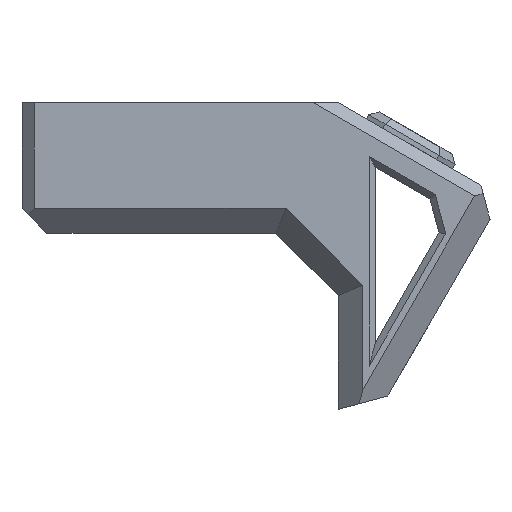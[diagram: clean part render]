
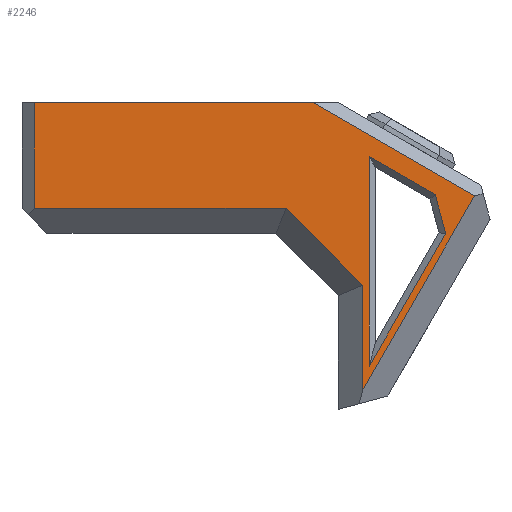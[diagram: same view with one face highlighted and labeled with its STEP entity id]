
A CAD part, left-side view. The second image highlights one B-rep face of the part: STEP entity #2246.
In plain terms, the highlighted planar face has unit normal (-1, 0, 0).
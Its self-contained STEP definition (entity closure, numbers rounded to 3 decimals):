
#99 = DIRECTION ( 'NONE',  ( 0., -1., 0. ) ) ;
#296 = VECTOR ( 'NONE', #2911, 1000. ) ;
#330 = ORIENTED_EDGE ( 'NONE', *, *, #5047, .T. ) ;
#448 = CARTESIAN_POINT ( 'NONE',  ( -42.25, -14.7, -10.172 ) ) ;
#464 = VERTEX_POINT ( 'NONE', #745 ) ;
#567 = CARTESIAN_POINT ( 'NONE',  ( -42.25, -15.2, -0.696 ) ) ;
#580 = EDGE_LOOP ( 'NONE', ( #5039, #6584, #5419, #7460, #1823, #6289, #6347 ) ) ;
#668 = EDGE_CURVE ( 'NONE', #7088, #4334, #4798, .T. ) ;
#705 = CARTESIAN_POINT ( 'NONE',  ( -42.25, -17.825, -13.124 ) ) ;
#745 = CARTESIAN_POINT ( 'NONE',  ( -42.25, -15.2, 0.17 ) ) ;
#748 = CARTESIAN_POINT ( 'NONE',  ( -42.25, 12.7, 4.5 ) ) ;
#870 = CARTESIAN_POINT ( 'NONE',  ( -42.25, -20.327, -2.79 ) ) ;
#973 = DIRECTION ( 'NONE',  ( 0., 0.5, -0.866 ) ) ;
#983 = LINE ( 'NONE', #6812, #4954 ) ;
#1089 = CARTESIAN_POINT ( 'NONE',  ( -42.25, -14.7, -18.536 ) ) ;
#1196 = DIRECTION ( 'NONE',  ( 0., -0.259, -0.966 ) ) ;
#1254 = EDGE_CURVE ( 'NONE', #7138, #1732, #2206, .T. ) ;
#1415 = CARTESIAN_POINT ( 'NONE',  ( -42.25, -16.133, -15.054 ) ) ;
#1493 = LINE ( 'NONE', #870, #6143 ) ;
#1732 = VERTEX_POINT ( 'NONE', #1089 ) ;
#1823 = ORIENTED_EDGE ( 'NONE', *, *, #3321, .T. ) ;
#1846 = CARTESIAN_POINT ( 'NONE',  ( -42.25, 12.7, -4. ) ) ;
#2036 = VERTEX_POINT ( 'NONE', #2645 ) ;
#2069 = VERTEX_POINT ( 'NONE', #5237 ) ;
#2158 = CARTESIAN_POINT ( 'NONE',  ( -42.25, 12.7, 4.5 ) ) ;
#2206 = LINE ( 'NONE', #4585, #2722 ) ;
#2246 = ADVANCED_FACE ( 'NONE', ( #4301, #6680 ), #3756, .F. ) ;
#2344 = VERTEX_POINT ( 'NONE', #3938 ) ;
#2395 = EDGE_CURVE ( 'NONE', #2069, #2344, #3204, .T. ) ;
#2545 = VECTOR ( 'NONE', #973, 1000. ) ;
#2645 = CARTESIAN_POINT ( 'NONE',  ( -42.25, 11.7, -4. ) ) ;
#2676 = DIRECTION ( 'NONE',  ( 0., -0.866, -0.5 ) ) ;
#2722 = VECTOR ( 'NONE', #6967, 1000. ) ;
#2911 = DIRECTION ( 'NONE',  ( 0., -0.707, -0.707 ) ) ;
#2927 = CARTESIAN_POINT ( 'NONE',  ( -42.25, 6.85, 14.632 ) ) ;
#3063 = CARTESIAN_POINT ( 'NONE',  ( -42.25, 11.7, 4.5 ) ) ;
#3204 = LINE ( 'NONE', #1415, #2545 ) ;
#3288 = EDGE_CURVE ( 'NONE', #2344, #464, #5909, .T. ) ;
#3321 = EDGE_CURVE ( 'NONE', #2036, #5749, #6717, .T. ) ;
#3390 = VECTOR ( 'NONE', #1196, 1000. ) ;
#3407 = CARTESIAN_POINT ( 'NONE',  ( -42.25, -23.675, -2.991 ) ) ;
#3621 = ORIENTED_EDGE ( 'NONE', *, *, #3288, .T. ) ;
#3658 = VECTOR ( 'NONE', #7058, 1000. ) ;
#3721 = LINE ( 'NONE', #7173, #3390 ) ;
#3750 = VECTOR ( 'NONE', #7300, 1000. ) ;
#3756 = PLANE ( 'NONE',  #7027 ) ;
#3938 = CARTESIAN_POINT ( 'NONE',  ( -42.25, -15.2, -16.67 ) ) ;
#4169 = ORIENTED_EDGE ( 'NONE', *, *, #2395, .T. ) ;
#4189 = CARTESIAN_POINT ( 'NONE',  ( -42.25, 6.336, 10.864 ) ) ;
#4256 = EDGE_CURVE ( 'NONE', #7301, #2036, #983, .T. ) ;
#4301 = FACE_BOUND ( 'NONE', #5254, .T. ) ;
#4334 = VERTEX_POINT ( 'NONE', #6297 ) ;
#4362 = ORIENTED_EDGE ( 'NONE', *, *, #5222, .T. ) ;
#4585 = CARTESIAN_POINT ( 'NONE',  ( -42.25, -14.7, 4.5 ) ) ;
#4798 = LINE ( 'NONE', #2927, #3658 ) ;
#4954 = VECTOR ( 'NONE', #5594, 1000. ) ;
#4971 = EDGE_CURVE ( 'NONE', #7301, #4334, #5125, .T. ) ;
#5012 = DIRECTION ( 'NONE',  ( 0., -1., 0. ) ) ;
#5039 = ORIENTED_EDGE ( 'NONE', *, *, #5660, .T. ) ;
#5047 = EDGE_CURVE ( 'NONE', #464, #5502, #1493, .T. ) ;
#5125 = LINE ( 'NONE', #2158, #6518 ) ;
#5222 = EDGE_CURVE ( 'NONE', #5502, #2069, #3721, .T. ) ;
#5237 = CARTESIAN_POINT ( 'NONE',  ( -42.25, -21.345, -6.026 ) ) ;
#5254 = EDGE_LOOP ( 'NONE', ( #330, #4362, #4169, #3621 ) ) ;
#5324 = DIRECTION ( 'NONE',  ( 0., 0., 1. ) ) ;
#5397 = DIRECTION ( 'NONE',  ( 0., 0., -1. ) ) ;
#5419 = ORIENTED_EDGE ( 'NONE', *, *, #4971, .F. ) ;
#5424 = LINE ( 'NONE', #705, #3750 ) ;
#5502 = VERTEX_POINT ( 'NONE', #7151 ) ;
#5594 = DIRECTION ( 'NONE',  ( 0., 0., -1. ) ) ;
#5660 = EDGE_CURVE ( 'NONE', #1732, #7088, #5424, .T. ) ;
#5743 = VECTOR ( 'NONE', #5324, 1000. ) ;
#5749 = VERTEX_POINT ( 'NONE', #6083 ) ;
#5909 = LINE ( 'NONE', #567, #5743 ) ;
#6083 = CARTESIAN_POINT ( 'NONE',  ( -42.25, -8.528, -4. ) ) ;
#6138 = DIRECTION ( 'NONE',  ( 1., 0., 0. ) ) ;
#6143 = VECTOR ( 'NONE', #2676, 1000. ) ;
#6289 = ORIENTED_EDGE ( 'NONE', *, *, #7079, .T. ) ;
#6297 = CARTESIAN_POINT ( 'NONE',  ( -42.25, -10.7, 4.5 ) ) ;
#6347 = ORIENTED_EDGE ( 'NONE', *, *, #1254, .T. ) ;
#6518 = VECTOR ( 'NONE', #5012, 1000. ) ;
#6584 = ORIENTED_EDGE ( 'NONE', *, *, #668, .T. ) ;
#6680 = FACE_OUTER_BOUND ( 'NONE', #580, .T. ) ;
#6717 = LINE ( 'NONE', #1846, #6867 ) ;
#6812 = CARTESIAN_POINT ( 'NONE',  ( -42.25, 11.7, 4.5 ) ) ;
#6867 = VECTOR ( 'NONE', #99, 1000. ) ;
#6967 = DIRECTION ( 'NONE',  ( 0., 0., -1. ) ) ;
#7027 = AXIS2_PLACEMENT_3D ( 'NONE', #748, #6138, #5397 ) ;
#7058 = DIRECTION ( 'NONE',  ( 0., 0.866, 0.5 ) ) ;
#7079 = EDGE_CURVE ( 'NONE', #5749, #7138, #7083, .T. ) ;
#7083 = LINE ( 'NONE', #4189, #296 ) ;
#7088 = VERTEX_POINT ( 'NONE', #3407 ) ;
#7138 = VERTEX_POINT ( 'NONE', #448 ) ;
#7151 = CARTESIAN_POINT ( 'NONE',  ( -42.25, -20.506, -2.894 ) ) ;
#7173 = CARTESIAN_POINT ( 'NONE',  ( -42.25, -16.433, 12.306 ) ) ;
#7300 = DIRECTION ( 'NONE',  ( 0., -0.5, 0.866 ) ) ;
#7301 = VERTEX_POINT ( 'NONE', #3063 ) ;
#7460 = ORIENTED_EDGE ( 'NONE', *, *, #4256, .T. ) ;
